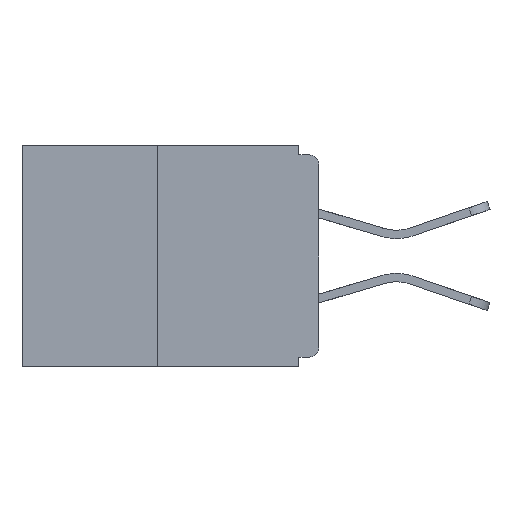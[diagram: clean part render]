
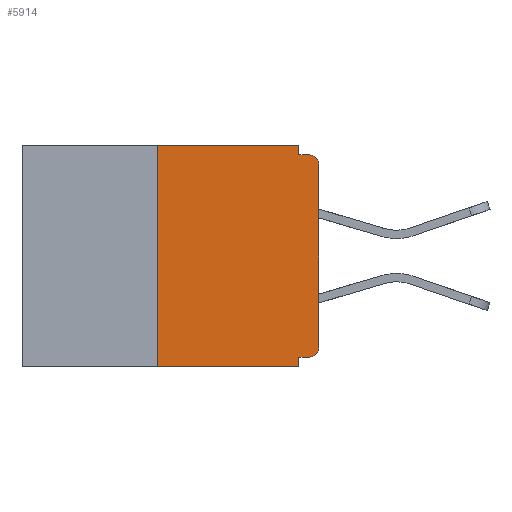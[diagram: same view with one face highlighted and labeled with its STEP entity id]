
A CAD part, left-side view. The second image highlights one B-rep face of the part: STEP entity #5914.
In plain terms, the highlighted planar face has unit normal (-1, 0, 0).
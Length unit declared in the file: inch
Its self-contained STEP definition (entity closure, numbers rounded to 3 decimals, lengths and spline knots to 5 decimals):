
#16 = AXIS2_PLACEMENT_3D ( 'NONE', #10083, #5665, #8319 ) ;
#234 = AXIS2_PLACEMENT_3D ( 'NONE', #3557, #828, #1720 ) ;
#293 = ORIENTED_EDGE ( 'NONE', *, *, #958, .T. ) ;
#295 = VECTOR ( 'NONE', #11509, 39.37008 ) ;
#411 = CARTESIAN_POINT ( 'NONE',  ( 0., 0.25, 0. ) ) ;
#800 = LINE ( 'NONE', #9704, #3726 ) ;
#828 = DIRECTION ( 'NONE',  ( 1., 0., 0. ) ) ;
#843 = VECTOR ( 'NONE', #1414, 39.37008 ) ;
#885 = DIRECTION ( 'NONE',  ( 0., -1., 0. ) ) ;
#958 = EDGE_CURVE ( 'NONE', #9794, #9356, #2088, .T. ) ;
#1263 = LINE ( 'NONE', #10914, #8361 ) ;
#1333 = LINE ( 'NONE', #4730, #11196 ) ;
#1414 = DIRECTION ( 'NONE',  ( 0., 0., 1. ) ) ;
#1438 = VERTEX_POINT ( 'NONE', #3875 ) ;
#1508 = CARTESIAN_POINT ( 'NONE',  ( 0., 0.015, -0.03 ) ) ;
#1680 = PLANE ( 'NONE',  #234 ) ;
#1720 = DIRECTION ( 'NONE',  ( 0., 0., -1. ) ) ;
#1776 = EDGE_CURVE ( 'NONE', #3261, #7572, #11394, .T. ) ;
#1875 = ORIENTED_EDGE ( 'NONE', *, *, #5686, .T. ) ;
#2060 = CARTESIAN_POINT ( 'NONE',  ( 0., 0.25, 0. ) ) ;
#2088 = LINE ( 'NONE', #3181, #843 ) ;
#2533 = LINE ( 'NONE', #3088, #9912 ) ;
#2677 = DIRECTION ( 'NONE',  ( 0., 1., 0. ) ) ;
#2690 = EDGE_CURVE ( 'NONE', #5990, #9889, #800, .T. ) ;
#2706 = VERTEX_POINT ( 'NONE', #5325 ) ;
#3088 = CARTESIAN_POINT ( 'NONE',  ( 0., 0.46, 0. ) ) ;
#3181 = CARTESIAN_POINT ( 'NONE',  ( 0., 0., 0. ) ) ;
#3261 = VERTEX_POINT ( 'NONE', #6123 ) ;
#3417 = DIRECTION ( 'NONE',  ( -1., 0., 0. ) ) ;
#3442 = CARTESIAN_POINT ( 'NONE',  ( 0., 0., -0.313 ) ) ;
#3446 = CARTESIAN_POINT ( 'NONE',  ( 0., 0.031, -0.343 ) ) ;
#3557 = CARTESIAN_POINT ( 'NONE',  ( 0., 0.46, 0. ) ) ;
#3561 = VECTOR ( 'NONE', #5714, 39.37008 ) ;
#3726 = VECTOR ( 'NONE', #2677, 39.37008 ) ;
#3875 = CARTESIAN_POINT ( 'NONE',  ( 0., 0.015, -0.015 ) ) ;
#3905 = CARTESIAN_POINT ( 'NONE',  ( 0., 0.031, 0. ) ) ;
#3965 = ORIENTED_EDGE ( 'NONE', *, *, #9613, .F. ) ;
#4050 = AXIS2_PLACEMENT_3D ( 'NONE', #1508, #3417, #11371 ) ;
#4175 = CIRCLE ( 'NONE', #16, 0.015 ) ;
#4327 = EDGE_CURVE ( 'NONE', #5990, #9794, #4175, .T. ) ;
#4680 = ORIENTED_EDGE ( 'NONE', *, *, #6768, .F. ) ;
#4730 = CARTESIAN_POINT ( 'NONE',  ( 0., 0.031, -0.343 ) ) ;
#4916 = LINE ( 'NONE', #9776, #295 ) ;
#5144 = DIRECTION ( 'NONE',  ( 0., -1., 0. ) ) ;
#5325 = CARTESIAN_POINT ( 'NONE',  ( 0., 0.25, -0.343 ) ) ;
#5599 = ORIENTED_EDGE ( 'NONE', *, *, #2690, .F. ) ;
#5665 = DIRECTION ( 'NONE',  ( -1., 0., 0. ) ) ;
#5686 = EDGE_CURVE ( 'NONE', #9356, #1438, #10129, .T. ) ;
#5714 = DIRECTION ( 'NONE',  ( 0., 0., 1. ) ) ;
#5896 = ORIENTED_EDGE ( 'NONE', *, *, #4327, .T. ) ;
#5914 = ADVANCED_FACE ( 'NONE', ( #8453 ), #1680, .F. ) ;
#5990 = VERTEX_POINT ( 'NONE', #6157 ) ;
#6123 = CARTESIAN_POINT ( 'NONE',  ( 0., 0.031, 0. ) ) ;
#6157 = CARTESIAN_POINT ( 'NONE',  ( 0., 0.015, -0.328 ) ) ;
#6768 = EDGE_CURVE ( 'NONE', #2706, #9708, #7301, .T. ) ;
#7301 = LINE ( 'NONE', #2060, #3561 ) ;
#7502 = ORIENTED_EDGE ( 'NONE', *, *, #9046, .T. ) ;
#7572 = VERTEX_POINT ( 'NONE', #9286 ) ;
#8274 = CARTESIAN_POINT ( 'NONE',  ( 0., 0.031, -0.328 ) ) ;
#8319 = DIRECTION ( 'NONE',  ( 0., 0., -1. ) ) ;
#8361 = VECTOR ( 'NONE', #885, 39.37008 ) ;
#8427 = DIRECTION ( 'NONE',  ( 0., 0., -1. ) ) ;
#8453 = FACE_OUTER_BOUND ( 'NONE', #10046, .T. ) ;
#8530 = DIRECTION ( 'NONE',  ( 0., 0., -1. ) ) ;
#9046 = EDGE_CURVE ( 'NONE', #2706, #10361, #4916, .T. ) ;
#9286 = CARTESIAN_POINT ( 'NONE',  ( 0., 0.031, -0.015 ) ) ;
#9356 = VERTEX_POINT ( 'NONE', #10311 ) ;
#9613 = EDGE_CURVE ( 'NONE', #9889, #10361, #1333, .T. ) ;
#9620 = ORIENTED_EDGE ( 'NONE', *, *, #1776, .F. ) ;
#9704 = CARTESIAN_POINT ( 'NONE',  ( 0., 0., -0.328 ) ) ;
#9708 = VERTEX_POINT ( 'NONE', #411 ) ;
#9776 = CARTESIAN_POINT ( 'NONE',  ( 0., 0.46, -0.343 ) ) ;
#9794 = VERTEX_POINT ( 'NONE', #3442 ) ;
#9889 = VERTEX_POINT ( 'NONE', #8274 ) ;
#9912 = VECTOR ( 'NONE', #5144, 39.37008 ) ;
#10025 = VECTOR ( 'NONE', #8427, 39.37008 ) ;
#10046 = EDGE_LOOP ( 'NONE', ( #10702, #4680, #7502, #3965, #5599, #5896, #293, #1875, #11423, #9620 ) ) ;
#10083 = CARTESIAN_POINT ( 'NONE',  ( 0., 0.015, -0.313 ) ) ;
#10129 = CIRCLE ( 'NONE', #4050, 0.015 ) ;
#10311 = CARTESIAN_POINT ( 'NONE',  ( 0., 0., -0.03 ) ) ;
#10361 = VERTEX_POINT ( 'NONE', #3446 ) ;
#10702 = ORIENTED_EDGE ( 'NONE', *, *, #10917, .F. ) ;
#10914 = CARTESIAN_POINT ( 'NONE',  ( 0., 0., -0.015 ) ) ;
#10917 = EDGE_CURVE ( 'NONE', #9708, #3261, #2533, .T. ) ;
#11196 = VECTOR ( 'NONE', #8530, 39.37008 ) ;
#11324 = EDGE_CURVE ( 'NONE', #7572, #1438, #1263, .T. ) ;
#11371 = DIRECTION ( 'NONE',  ( 0., 0., -1. ) ) ;
#11394 = LINE ( 'NONE', #3905, #10025 ) ;
#11423 = ORIENTED_EDGE ( 'NONE', *, *, #11324, .F. ) ;
#11509 = DIRECTION ( 'NONE',  ( 0., -1., 0. ) ) ;
